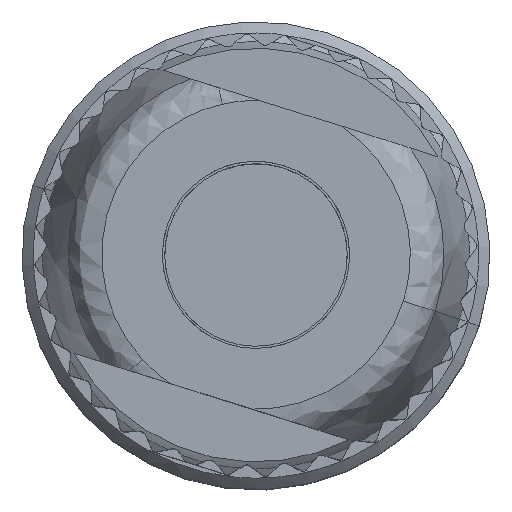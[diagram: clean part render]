
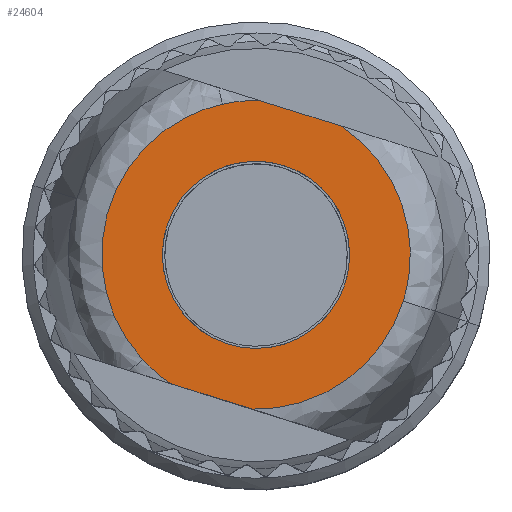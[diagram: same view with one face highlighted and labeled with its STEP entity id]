
A CAD part, top view. The second image highlights one B-rep face of the part: STEP entity #24604.
In plain terms, the highlighted planar face has unit normal (0, 0, 1).
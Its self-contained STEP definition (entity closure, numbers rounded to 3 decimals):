
#24523=AXIS2_PLACEMENT_3D('Plane Axis2P3D',#24520,#24521,#24522) ;
#24527=AXIS2_PLACEMENT_3D('Circle Axis2P3D',#24525,#24526,$) ;
#24532=AXIS2_PLACEMENT_3D('Circle Axis2P3D',#24530,#24531,$) ;
#23894=CARTESIAN_POINT('Vertex',(16.701,8.223,52.2)) ;
#23898=CARTESIAN_POINT('Control Point',(16.701,8.223,52.2)) ;
#23899=CARTESIAN_POINT('Control Point',(15.173,3.361,52.2)) ;
#23900=CARTESIAN_POINT('Control Point',(10.079,3.491,52.2)) ;
#23901=CARTESIAN_POINT('Vertex',(10.079,3.491,52.2)) ;
#23982=CARTESIAN_POINT('Line Origine',(8.301,4.049,52.2)) ;
#23986=CARTESIAN_POINT('Vertex',(6.524,4.607,52.2)) ;
#24113=CARTESIAN_POINT('Vertex',(5.269,5.677,52.2)) ;
#24117=CARTESIAN_POINT('Control Point',(5.269,5.677,52.2)) ;
#24118=CARTESIAN_POINT('Control Point',(-2.651,14.304,52.2)) ;
#24119=CARTESIAN_POINT('Control Point',(8.78,16.85,52.2)) ;
#24120=CARTESIAN_POINT('Vertex',(8.78,16.85,52.2)) ;
#24401=CARTESIAN_POINT('Vertex',(10.421,17.009,52.2)) ;
#24404=CARTESIAN_POINT('Line Origine',(12.199,16.451,52.2)) ;
#24408=CARTESIAN_POINT('Vertex',(13.976,15.893,52.2)) ;
#24505=CARTESIAN_POINT('Control Point',(13.976,15.893,52.2)) ;
#24506=CARTESIAN_POINT('Control Point',(18.228,13.085,52.2)) ;
#24507=CARTESIAN_POINT('Control Point',(16.701,8.223,52.2)) ;
#24520=CARTESIAN_POINT('Axis2P3D Location',(15.116,0.925,52.2)) ;
#24525=CARTESIAN_POINT('Axis2P3D Location',(10.25,10.25,52.2)) ;
#24530=CARTESIAN_POINT('Axis2P3D Location',(10.25,10.25,52.2)) ;
#24545=CARTESIAN_POINT('Control Point',(14.161,9.021,52.2)) ;
#24546=CARTESIAN_POINT('Control Point',(14.042,8.642,52.2)) ;
#24547=CARTESIAN_POINT('Control Point',(13.878,8.278,52.2)) ;
#24548=CARTESIAN_POINT('Control Point',(13.67,7.936,52.2)) ;
#24549=CARTESIAN_POINT('Control Point',(13.174,7.308,52.2)) ;
#24550=CARTESIAN_POINT('Control Point',(12.544,6.817,52.2)) ;
#24551=CARTESIAN_POINT('Control Point',(12.2,6.611,52.2)) ;
#24552=CARTESIAN_POINT('Control Point',(11.47,6.286,52.2)) ;
#24553=CARTESIAN_POINT('Control Point',(10.683,6.144,52.2)) ;
#24554=CARTESIAN_POINT('Control Point',(10.283,6.121,52.2)) ;
#24555=CARTESIAN_POINT('Control Point',(9.486,6.173,52.2)) ;
#24556=CARTESIAN_POINT('Control Point',(8.723,6.414,52.2)) ;
#24557=CARTESIAN_POINT('Control Point',(8.359,6.58,52.2)) ;
#24558=CARTESIAN_POINT('Control Point',(7.677,6.997,52.2)) ;
#24559=CARTESIAN_POINT('Control Point',(7.114,7.564,52.2)) ;
#24560=CARTESIAN_POINT('Control Point',(6.868,7.881,52.2)) ;
#24561=CARTESIAN_POINT('Control Point',(6.459,8.567,52.2)) ;
#24562=CARTESIAN_POINT('Control Point',(6.224,9.332,52.2)) ;
#24563=CARTESIAN_POINT('Control Point',(6.154,9.726,52.2)) ;
#24564=CARTESIAN_POINT('Control Point',(6.122,10.322,52.2)) ;
#24565=CARTESIAN_POINT('Control Point',(6.196,10.91,52.2)) ;
#24566=CARTESIAN_POINT('Control Point',(6.233,11.103,52.2)) ;
#24567=CARTESIAN_POINT('Control Point',(6.28,11.293,52.2)) ;
#24568=CARTESIAN_POINT('Control Point',(6.339,11.479,52.2)) ;
#24569=CARTESIAN_POINT('Vertex',(14.161,9.021,52.2)) ;
#24571=CARTESIAN_POINT('Vertex',(6.339,11.479,52.2)) ;
#24575=CARTESIAN_POINT('Control Point',(6.339,11.479,52.2)) ;
#24576=CARTESIAN_POINT('Control Point',(6.458,11.858,52.2)) ;
#24577=CARTESIAN_POINT('Control Point',(6.622,12.222,52.2)) ;
#24578=CARTESIAN_POINT('Control Point',(6.83,12.564,52.2)) ;
#24579=CARTESIAN_POINT('Control Point',(7.326,13.192,52.2)) ;
#24580=CARTESIAN_POINT('Control Point',(7.956,13.683,52.2)) ;
#24581=CARTESIAN_POINT('Control Point',(8.3,13.889,52.2)) ;
#24582=CARTESIAN_POINT('Control Point',(9.03,14.214,52.2)) ;
#24583=CARTESIAN_POINT('Control Point',(9.817,14.356,52.2)) ;
#24584=CARTESIAN_POINT('Control Point',(10.217,14.379,52.2)) ;
#24585=CARTESIAN_POINT('Control Point',(11.014,14.327,52.2)) ;
#24586=CARTESIAN_POINT('Control Point',(11.777,14.086,52.2)) ;
#24587=CARTESIAN_POINT('Control Point',(12.141,13.92,52.2)) ;
#24588=CARTESIAN_POINT('Control Point',(12.823,13.503,52.2)) ;
#24589=CARTESIAN_POINT('Control Point',(13.386,12.936,52.2)) ;
#24590=CARTESIAN_POINT('Control Point',(13.632,12.619,52.2)) ;
#24591=CARTESIAN_POINT('Control Point',(14.041,11.933,52.2)) ;
#24592=CARTESIAN_POINT('Control Point',(14.276,11.168,52.2)) ;
#24593=CARTESIAN_POINT('Control Point',(14.346,10.774,52.2)) ;
#24594=CARTESIAN_POINT('Control Point',(14.378,10.178,52.2)) ;
#24595=CARTESIAN_POINT('Control Point',(14.304,9.59,52.2)) ;
#24596=CARTESIAN_POINT('Control Point',(14.267,9.397,52.2)) ;
#24597=CARTESIAN_POINT('Control Point',(14.22,9.207,52.2)) ;
#24598=CARTESIAN_POINT('Control Point',(14.161,9.021,52.2)) ;
#23983=DIRECTION('Vector Direction',(0.954,-0.3,0.)) ;
#24405=DIRECTION('Vector Direction',(-0.954,0.3,0.)) ;
#24521=DIRECTION('Axis2P3D Direction',(0.,0.,1.)) ;
#24522=DIRECTION('Axis2P3D XDirection',(0.3,0.954,0.)) ;
#24526=DIRECTION('Axis2P3D Direction',(0.,0.,1.)) ;
#24531=DIRECTION('Axis2P3D Direction',(0.,0.,1.)) ;
#23984=VECTOR('Line Direction',#23983,1.) ;
#24406=VECTOR('Line Direction',#24405,1.) ;
#24536=ORIENTED_EDGE('',*,*,#23988,.T.) ;
#24537=ORIENTED_EDGE('',*,*,#23903,.T.) ;
#24538=ORIENTED_EDGE('',*,*,#24508,.T.) ;
#24539=ORIENTED_EDGE('',*,*,#24410,.T.) ;
#24540=ORIENTED_EDGE('',*,*,#24529,.T.) ;
#24541=ORIENTED_EDGE('',*,*,#24122,.T.) ;
#24542=ORIENTED_EDGE('',*,*,#24534,.T.) ;
#24601=ORIENTED_EDGE('',*,*,#24573,.T.) ;
#24602=ORIENTED_EDGE('',*,*,#24599,.T.) ;
#24603=FACE_BOUND('',#24600,.T.) ;
#24604=ADVANCED_FACE('Hauptkoerper',(#24543,#24603),#24524,.T.) ;
#24544=B_SPLINE_CURVE_WITH_KNOTS('',5,(#24545,#24546,#24547,#24548,#24549,#24550,#24551,#24552,#24553,#24554,#24555,#24556,#24557,#24558,#24559,#24560,#24561,#24562,#24563,#24564,#24565,#24566,#24567,#24568),.UNSPECIFIED.,.F.,.U.,(6,3,3,3,3,3,3,6),(0.,2.806,5.611,8.417,11.223,14.028,16.834,18.214),.UNSPECIFIED.) ;
#24574=B_SPLINE_CURVE_WITH_KNOTS('',5,(#24575,#24576,#24577,#24578,#24579,#24580,#24581,#24582,#24583,#24584,#24585,#24586,#24587,#24588,#24589,#24590,#24591,#24592,#24593,#24594,#24595,#24596,#24597,#24598),.UNSPECIFIED.,.F.,.U.,(6,3,3,3,3,3,3,6),(0.,2.806,5.611,8.417,11.223,14.028,16.834,18.214),.UNSPECIFIED.) ;
#24528=CIRCLE('generated circle',#24527,6.762) ;
#24533=CIRCLE('generated circle',#24532,6.762) ;
#23903=EDGE_CURVE('',#23902,#23895,#23897,.F.) ;
#23988=EDGE_CURVE('',#23987,#23902,#23985,.T.) ;
#24122=EDGE_CURVE('',#24121,#24114,#24116,.F.) ;
#24410=EDGE_CURVE('',#24409,#24402,#24407,.T.) ;
#24508=EDGE_CURVE('',#23895,#24409,#24504,.F.) ;
#24529=EDGE_CURVE('',#24402,#24121,#24528,.T.) ;
#24534=EDGE_CURVE('',#24114,#23987,#24533,.T.) ;
#24573=EDGE_CURVE('',#24570,#24572,#24544,.T.) ;
#24599=EDGE_CURVE('',#24572,#24570,#24574,.T.) ;
#24535=EDGE_LOOP('',(#24536,#24537,#24538,#24539,#24540,#24541,#24542)) ;
#24600=EDGE_LOOP('',(#24601,#24602)) ;
#24543=FACE_OUTER_BOUND('',#24535,.T.) ;
#23985=LINE('Line',#23982,#23984) ;
#24407=LINE('Line',#24404,#24406) ;
#24524=PLANE('',#24523) ;
#23895=VERTEX_POINT('',#23894) ;
#23902=VERTEX_POINT('',#23901) ;
#23987=VERTEX_POINT('',#23986) ;
#24114=VERTEX_POINT('',#24113) ;
#24121=VERTEX_POINT('',#24120) ;
#24402=VERTEX_POINT('',#24401) ;
#24409=VERTEX_POINT('',#24408) ;
#24570=VERTEX_POINT('',#24569) ;
#24572=VERTEX_POINT('',#24571) ;
#23897=(BOUNDED_CURVE()B_SPLINE_CURVE(2,(#23898,#23899,#23900),.UNSPECIFIED.,.F.,.U.)B_SPLINE_CURVE_WITH_KNOTS((3,3),(0.,16.102),.UNSPECIFIED.)CURVE()GEOMETRIC_REPRESENTATION_ITEM()RATIONAL_B_SPLINE_CURVE((1.,0.697,0.761))REPRESENTATION_ITEM('')) ;
#24116=(BOUNDED_CURVE()B_SPLINE_CURVE(2,(#24117,#24118,#24119),.UNSPECIFIED.,.F.,.U.)B_SPLINE_CURVE_WITH_KNOTS((3,3),(26.554,53.107),.UNSPECIFIED.)CURVE()GEOMETRIC_REPRESENTATION_ITEM()RATIONAL_B_SPLINE_CURVE((1.,0.5,1.))REPRESENTATION_ITEM('')) ;
#24504=(BOUNDED_CURVE()B_SPLINE_CURVE(2,(#24505,#24506,#24507),.UNSPECIFIED.,.F.,.U.)B_SPLINE_CURVE_WITH_KNOTS((3,3),(63.559,79.661),.UNSPECIFIED.)CURVE()GEOMETRIC_REPRESENTATION_ITEM()RATIONAL_B_SPLINE_CURVE((0.761,0.697,1.))REPRESENTATION_ITEM('')) ;
